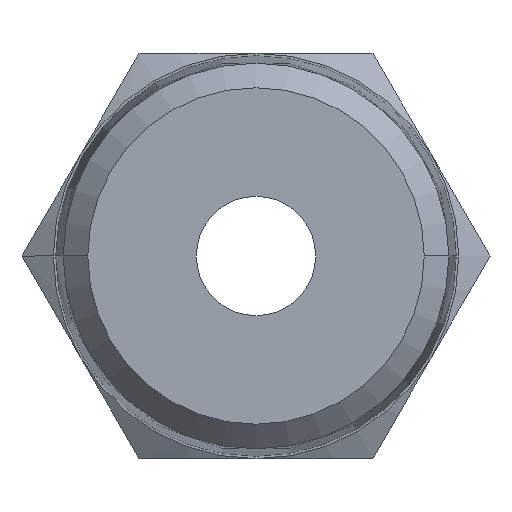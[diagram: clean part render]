
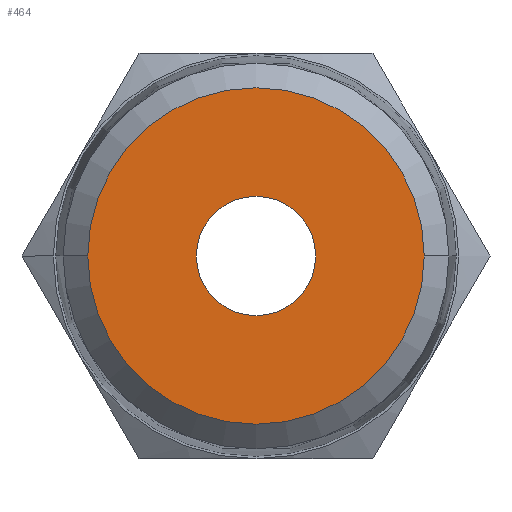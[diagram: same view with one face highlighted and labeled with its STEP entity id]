
A CAD part, front view. The second image highlights one B-rep face of the part: STEP entity #464.
In plain terms, the highlighted planar face has unit normal (0, -1, 0).
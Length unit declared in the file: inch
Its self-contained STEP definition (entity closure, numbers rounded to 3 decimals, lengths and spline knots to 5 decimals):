
#9 = EDGE_CURVE ( 'NONE', #2468, #895, #785, .T. ) ;
#171 = EDGE_CURVE ( 'NONE', #1939, #1953, #562, .T. ) ;
#201 = EDGE_CURVE ( 'NONE', #1953, #1939, #560, .T. ) ;
#213 = DIRECTION ( 'NONE',  ( -1., 0., 0. ) ) ;
#215 = FACE_BOUND ( 'NONE', #2364, .T. ) ;
#224 = DIRECTION ( 'NONE',  ( 0., 1., 0. ) ) ;
#402 = CARTESIAN_POINT ( 'NONE',  ( -0.09843, 0., 0. ) ) ;
#424 = CARTESIAN_POINT ( 'NONE',  ( 0., 0., 0. ) ) ;
#464 = ADVANCED_FACE ( 'NONE', ( #215, #916 ), #1527, .T. ) ;
#521 = DIRECTION ( 'NONE',  ( -1., 0., 0. ) ) ;
#560 = CIRCLE ( 'NONE', #2362, 0.2778 ) ;
#562 = CIRCLE ( 'NONE', #2215, 0.2778 ) ;
#604 = CARTESIAN_POINT ( 'NONE',  ( -0.2778, 0., 0. ) ) ;
#670 = ORIENTED_EDGE ( 'NONE', *, *, #9, .T. ) ;
#772 = DIRECTION ( 'NONE',  ( 0., 1., 0. ) ) ;
#785 = CIRCLE ( 'NONE', #2107, 0.09843 ) ;
#884 = CARTESIAN_POINT ( 'NONE',  ( 0., 0., 0. ) ) ;
#895 = VERTEX_POINT ( 'NONE', #2261 ) ;
#916 = FACE_OUTER_BOUND ( 'NONE', #1926, .T. ) ;
#949 = DIRECTION ( 'NONE',  ( 0., 0., -1. ) ) ;
#955 = ORIENTED_EDGE ( 'NONE', *, *, #171, .F. ) ;
#1051 = ORIENTED_EDGE ( 'NONE', *, *, #201, .F. ) ;
#1059 = CARTESIAN_POINT ( 'NONE',  ( 0., 0., 0. ) ) ;
#1061 = DIRECTION ( 'NONE',  ( 0., 1., 0. ) ) ;
#1088 = AXIS2_PLACEMENT_3D ( 'NONE', #2453, #1061, #2688 ) ;
#1105 = DIRECTION ( 'NONE',  ( 0., 1., 0. ) ) ;
#1265 = DIRECTION ( 'NONE',  ( 0., 0., -1. ) ) ;
#1348 = AXIS2_PLACEMENT_3D ( 'NONE', #2684, #2672, #1265 ) ;
#1527 = PLANE ( 'NONE',  #1348 ) ;
#1629 = CIRCLE ( 'NONE', #1088, 0.09843 ) ;
#1926 = EDGE_LOOP ( 'NONE', ( #955, #1051 ) ) ;
#1939 = VERTEX_POINT ( 'NONE', #604 ) ;
#1953 = VERTEX_POINT ( 'NONE', #2686 ) ;
#1968 = ORIENTED_EDGE ( 'NONE', *, *, #2409, .T. ) ;
#2107 = AXIS2_PLACEMENT_3D ( 'NONE', #1059, #1105, #949 ) ;
#2215 = AXIS2_PLACEMENT_3D ( 'NONE', #884, #772, #521 ) ;
#2261 = CARTESIAN_POINT ( 'NONE',  ( 0.09843, 0., 0. ) ) ;
#2362 = AXIS2_PLACEMENT_3D ( 'NONE', #424, #224, #213 ) ;
#2364 = EDGE_LOOP ( 'NONE', ( #670, #1968 ) ) ;
#2409 = EDGE_CURVE ( 'NONE', #895, #2468, #1629, .T. ) ;
#2453 = CARTESIAN_POINT ( 'NONE',  ( 0., 0., 0. ) ) ;
#2468 = VERTEX_POINT ( 'NONE', #402 ) ;
#2672 = DIRECTION ( 'NONE',  ( 0., -1., 0. ) ) ;
#2684 = CARTESIAN_POINT ( 'NONE',  ( -0.1389, 0., 0. ) ) ;
#2686 = CARTESIAN_POINT ( 'NONE',  ( 0.2778, 0., 0. ) ) ;
#2688 = DIRECTION ( 'NONE',  ( 0., 0., -1. ) ) ;
